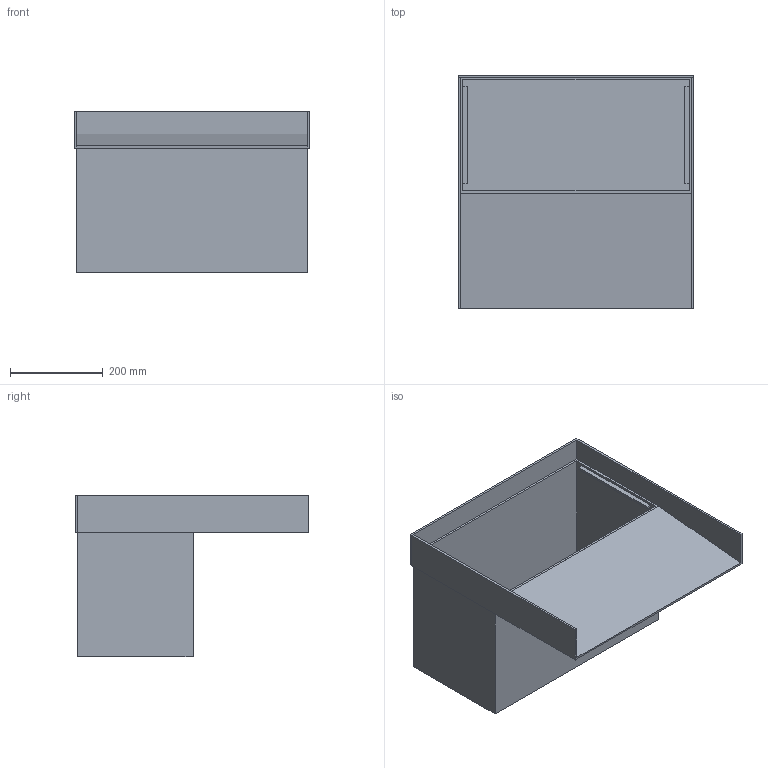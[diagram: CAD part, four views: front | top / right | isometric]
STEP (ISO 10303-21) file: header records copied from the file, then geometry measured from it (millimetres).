
FILE_DESCRIPTION(('FreeCAD Model'),'2;1');
FILE_NAME('cascata.step','2015-12-06T21:33:58',('Author'),(''), 'Open CASCADE STEP processor 6.8','FreeCAD','Unknown');
FILE_SCHEMA(('AUTOMOTIVE_DESIGN_CC2 { 1 2 10303 214 -1 1 5 4 }'));
Length unit declared in the file: millimetre
Products named in the file (1): Pad005
Bounding box: 510 x 505.5 x 350 mm (x, y, z)
Volume: 4061177.2 mm3; surface area: 1590563.2 mm2
Topology: 1 solids, 1 shells, 46 faces, 104 edges, 62 vertices
Faces by surface type: plane 46
Entity records: 2602 total; most frequent: CARTESIAN_POINT 428, DIRECTION 399, LINE 305, VECTOR 305, ORIENTED_EDGE 210, PCURVE 208, DEFINITIONAL_REPRESENTATION 208, EDGE_CURVE 104
